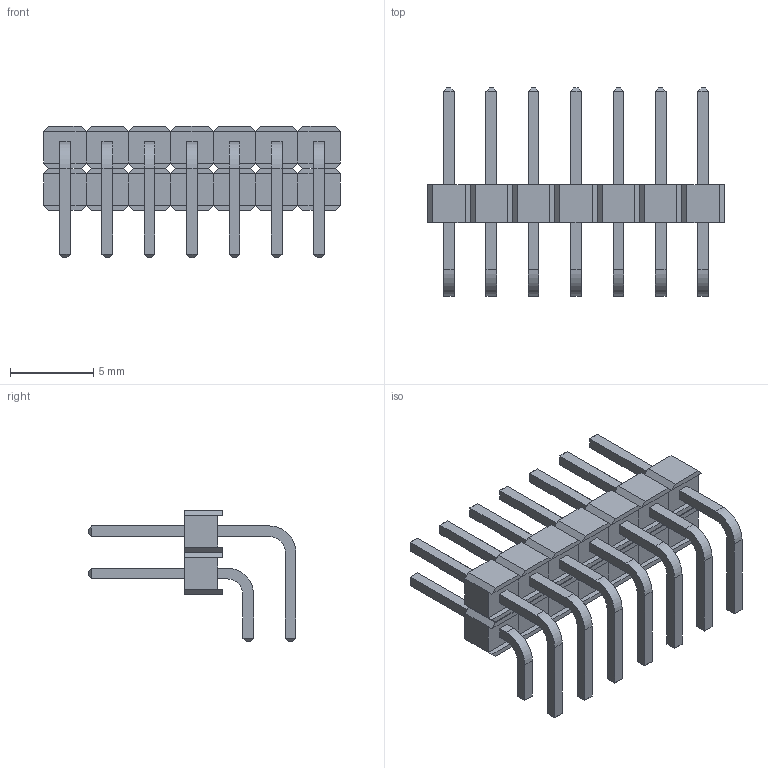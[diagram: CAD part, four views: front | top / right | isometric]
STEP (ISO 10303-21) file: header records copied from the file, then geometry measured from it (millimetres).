
FILE_DESCRIPTION (( 'STEP AP214' ), '1' );
FILE_NAME ('User Library-7Pin double right angle header.STEP', '2018-08-23T00:43:55', ( '' ), ( '' ), 'SwSTEP 2.0', 'SolidWorks 2018', '' );
FILE_SCHEMA (( 'AUTOMOTIVE_DESIGN' ));
Length unit declared in the file: millimetre
Products named in the file (4): User Library-7Pin double right angle header_User Library-Header_Male_RA_Low_7Pin_PinArray2; User Library-7Pin double right angle header; User Library-7Pin double right angle header_User Library-Header_Male_RA_Low_7Pin v4; User Library-7Pin double right angle header_User Library-Header_Male_RA_Low_7Pin_BodyArray1
Assembly tree (3 placements, depth 2):
  User Library-7Pin double right angle header
    User Library-7Pin double right angle header_User Library-Header_Male_RA_Low_7Pin v4
    User Library-7Pin double right angle header_User Library-Header_Male_RA_Low_7Pin_BodyArray1
    User Library-7Pin double right angle header_User Library-Header_Male_RA_Low_7Pin_PinArray2
Bounding box: 17.78 x 12.47 x 7.86 mm (x, y, z)
Volume: 254.2 mm3; surface area: 1100.4 mm2
Topology: 28 solids, 28 shells, 504 faces, 1176 edges, 728 vertices
Faces by surface type: plane 476, cylinder 28
Entity records: 19871 total; most frequent: CARTESIAN_POINT 2414, ORIENTED_EDGE 2352, DIRECTION 2252, EDGE_CURVE 1176, LINE 1120, VECTOR 1120, VERTEX_POINT 728, AXIS2_PLACEMENT_3D 566
